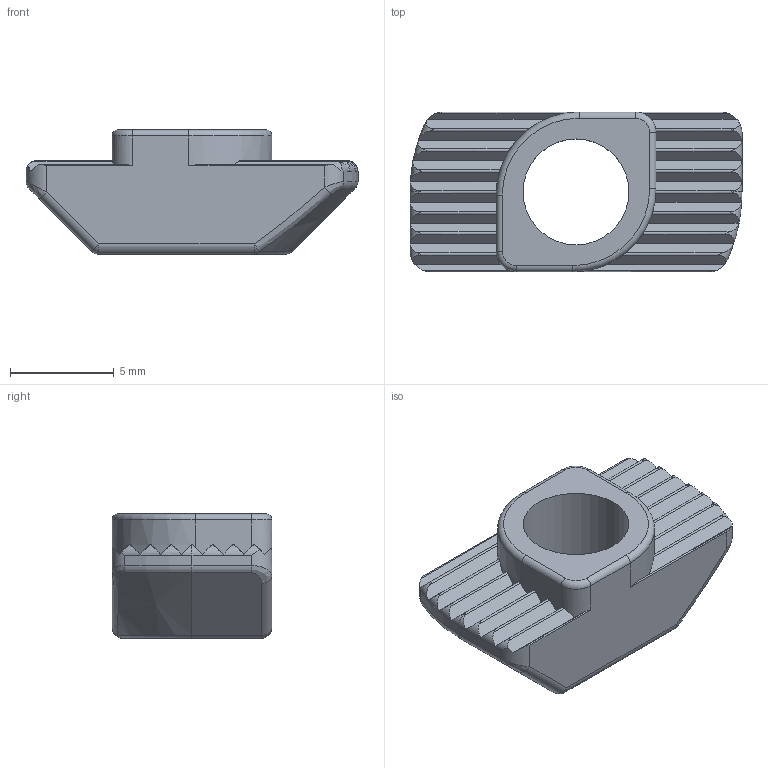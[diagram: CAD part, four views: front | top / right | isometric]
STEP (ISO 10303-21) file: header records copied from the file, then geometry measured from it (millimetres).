
FILE_DESCRIPTION (( 'STEP AP203' ), '1' );
FILE_NAME ('151097.step', '2021-06-03T16:17:46', ( '' ), ( '' ), 'SwSTEP 2.0', 'SolidWorks 2021', '' );
FILE_SCHEMA (( 'CONFIG_CONTROL_DESIGN' ));
Length unit declared in the file: millimetre
Products named in the file (1): 151097
Bounding box: 16 x 7.7 x 6 mm (x, y, z)
Volume: 393.8 mm3; surface area: 495.5 mm2
Topology: 1 solids, 1 shells, 110 faces, 304 edges, 192 vertices
Faces by surface type: cylinder 46, plane 42, torus 10, bspline 6, sphere 4, cone 2
Entity records: 4014 total; most frequent: CARTESIAN_POINT 1428, ORIENTED_EDGE 600, DIRECTION 444, EDGE_CURVE 300, VERTEX_POINT 192, AXIS2_PLACEMENT_3D 165, LINE 114, VECTOR 114
